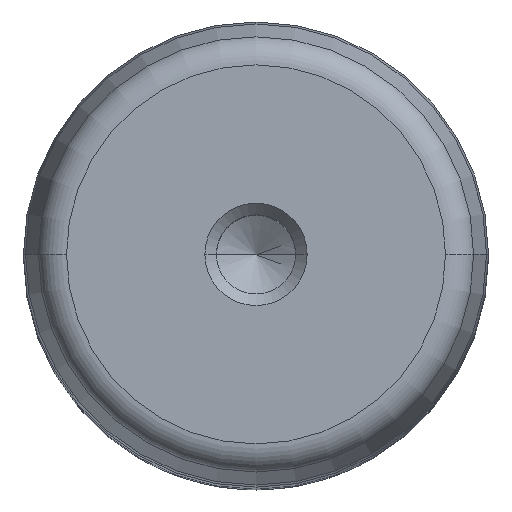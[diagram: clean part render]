
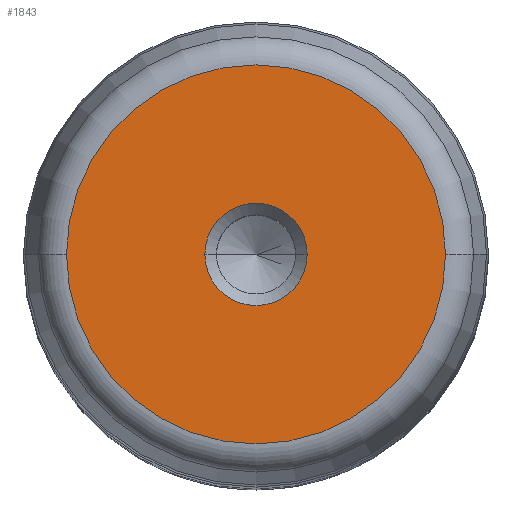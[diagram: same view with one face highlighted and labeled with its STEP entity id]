
A CAD part, top view. The second image highlights one B-rep face of the part: STEP entity #1843.
In plain terms, the highlighted planar face has unit normal (0, 0, 1).
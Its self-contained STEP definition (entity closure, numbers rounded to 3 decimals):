
#63 = CARTESIAN_POINT ( 'NONE',  ( 4.4, 0., 160. ) ) ;
#79 = DIRECTION ( 'NONE',  ( -1., 0., 0. ) ) ;
#138 = ORIENTED_EDGE ( 'NONE', *, *, #1795, .T. ) ;
#210 = AXIS2_PLACEMENT_3D ( 'NONE', #2951, #2962, #1491 ) ;
#245 = VERTEX_POINT ( 'NONE', #2817 ) ;
#358 = CARTESIAN_POINT ( 'NONE',  ( -16.299, 0., 160. ) ) ;
#472 = EDGE_CURVE ( 'NONE', #785, #2319, #2941, .T. ) ;
#474 = ORIENTED_EDGE ( 'NONE', *, *, #472, .F. ) ;
#526 = PLANE ( 'NONE',  #210 ) ;
#590 = DIRECTION ( 'NONE',  ( -1., 0., 0. ) ) ;
#671 = FACE_OUTER_BOUND ( 'NONE', #3050, .T. ) ;
#673 = EDGE_LOOP ( 'NONE', ( #2892, #138 ) ) ;
#732 = DIRECTION ( 'NONE',  ( 0., 0., -1. ) ) ;
#756 = DIRECTION ( 'NONE',  ( 1., 0., 0. ) ) ;
#785 = VERTEX_POINT ( 'NONE', #358 ) ;
#1016 = ORIENTED_EDGE ( 'NONE', *, *, #1136, .F. ) ;
#1136 = EDGE_CURVE ( 'NONE', #2319, #785, #1218, .T. ) ;
#1218 = CIRCLE ( 'NONE', #2973, 16.299 ) ;
#1238 = DIRECTION ( 'NONE',  ( 1., 0., 0. ) ) ;
#1414 = FACE_BOUND ( 'NONE', #673, .T. ) ;
#1491 = DIRECTION ( 'NONE',  ( 1., 0., 0. ) ) ;
#1518 = AXIS2_PLACEMENT_3D ( 'NONE', #2239, #2511, #756 ) ;
#1529 = EDGE_CURVE ( 'NONE', #1569, #245, #2846, .T. ) ;
#1569 = VERTEX_POINT ( 'NONE', #63 ) ;
#1596 = AXIS2_PLACEMENT_3D ( 'NONE', #2739, #2283, #79 ) ;
#1795 = EDGE_CURVE ( 'NONE', #245, #1569, #2993, .T. ) ;
#1822 = AXIS2_PLACEMENT_3D ( 'NONE', #3174, #732, #1238 ) ;
#1843 = ADVANCED_FACE ( 'NONE', ( #1414, #671 ), #526, .T. ) ;
#2239 = CARTESIAN_POINT ( 'NONE',  ( 0., 0., 160. ) ) ;
#2283 = DIRECTION ( 'NONE',  ( 0., 0., -1. ) ) ;
#2319 = VERTEX_POINT ( 'NONE', #2725 ) ;
#2511 = DIRECTION ( 'NONE',  ( 0., 0., -1. ) ) ;
#2725 = CARTESIAN_POINT ( 'NONE',  ( 16.299, 0., 160. ) ) ;
#2739 = CARTESIAN_POINT ( 'NONE',  ( 0., 0., 160. ) ) ;
#2817 = CARTESIAN_POINT ( 'NONE',  ( -4.4, 0., 160. ) ) ;
#2846 = CIRCLE ( 'NONE', #1518, 4.4 ) ;
#2892 = ORIENTED_EDGE ( 'NONE', *, *, #1529, .T. ) ;
#2941 = CIRCLE ( 'NONE', #1596, 16.299 ) ;
#2951 = CARTESIAN_POINT ( 'NONE',  ( 0., 0., 160. ) ) ;
#2962 = DIRECTION ( 'NONE',  ( 0., 0., 1. ) ) ;
#2973 = AXIS2_PLACEMENT_3D ( 'NONE', #3071, #3084, #590 ) ;
#2993 = CIRCLE ( 'NONE', #1822, 4.4 ) ;
#3050 = EDGE_LOOP ( 'NONE', ( #474, #1016 ) ) ;
#3071 = CARTESIAN_POINT ( 'NONE',  ( 0., 0., 160. ) ) ;
#3084 = DIRECTION ( 'NONE',  ( 0., 0., -1. ) ) ;
#3174 = CARTESIAN_POINT ( 'NONE',  ( 0., 0., 160. ) ) ;
